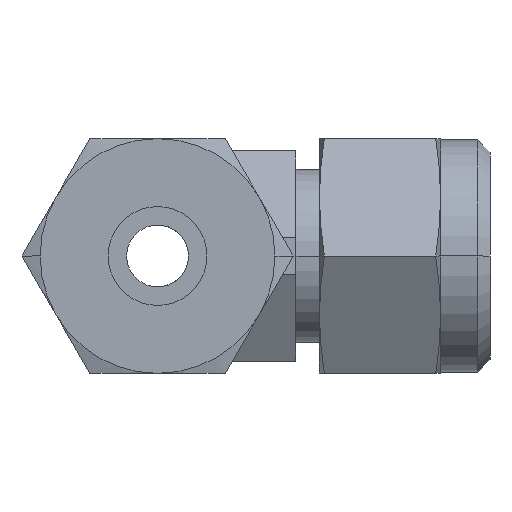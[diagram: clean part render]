
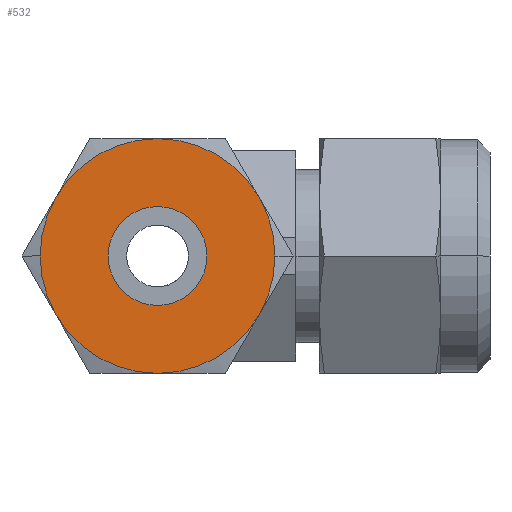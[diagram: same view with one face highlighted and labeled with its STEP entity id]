
A CAD part, left-side view. The second image highlights one B-rep face of the part: STEP entity #532.
In plain terms, the highlighted planar face has unit normal (-1, 0, 0).
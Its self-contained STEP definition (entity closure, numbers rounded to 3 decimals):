
#532 = ADVANCED_FACE( '', ( #1096, #1097 ), #1098, .T. );
#1096 = FACE_OUTER_BOUND( '', #1671, .T. );
#1097 = FACE_BOUND( '', #1672, .T. );
#1098 = PLANE( '', #1673 );
#1671 = EDGE_LOOP( '', ( #3681, #3682, #3683, #3684, #3685, #3686, #3687, #3688 ) );
#1672 = EDGE_LOOP( '', ( #3689, #3690 ) );
#1673 = AXIS2_PLACEMENT_3D( '', #3691, #3692, #3693 );
#3681 = ORIENTED_EDGE( '', *, *, #4362, .F. );
#3682 = ORIENTED_EDGE( '', *, *, #4363, .F. );
#3683 = ORIENTED_EDGE( '', *, *, #4358, .F. );
#3684 = ORIENTED_EDGE( '', *, *, #4359, .F. );
#3685 = ORIENTED_EDGE( '', *, *, #4319, .F. );
#3686 = ORIENTED_EDGE( '', *, *, #4360, .F. );
#3687 = ORIENTED_EDGE( '', *, *, #4361, .F. );
#3688 = ORIENTED_EDGE( '', *, *, #4315, .F. );
#3689 = ORIENTED_EDGE( '', *, *, #4369, .T. );
#3690 = ORIENTED_EDGE( '', *, *, #4299, .T. );
#3691 = CARTESIAN_POINT( '', ( -32., -6.75, 0. ) );
#3692 = DIRECTION( '', ( -1., 0., 0. ) );
#3693 = DIRECTION( '', ( 0., 1., 0. ) );
#4299 = EDGE_CURVE( '', #5260, #5257, #5261, .T. );
#4315 = EDGE_CURVE( '', #5285, #5288, #5289, .T. );
#4319 = EDGE_CURVE( '', #5294, #5292, #5296, .T. );
#4358 = EDGE_CURVE( '', #5312, #5331, #5357, .T. );
#4359 = EDGE_CURVE( '', #5292, #5312, #5358, .T. );
#4360 = EDGE_CURVE( '', #5344, #5294, #5359, .T. );
#4361 = EDGE_CURVE( '', #5288, #5344, #5360, .T. );
#4362 = EDGE_CURVE( '', #5324, #5285, #5361, .T. );
#4363 = EDGE_CURVE( '', #5331, #5324, #5362, .T. );
#4369 = EDGE_CURVE( '', #5257, #5260, #5368, .T. );
#5257 = VERTEX_POINT( '', #7086 );
#5260 = VERTEX_POINT( '', #7090 );
#5261 = CIRCLE( '', #7091, 4. );
#5285 = VERTEX_POINT( '', #7124 );
#5288 = VERTEX_POINT( '', #7128 );
#5289 = CIRCLE( '', #7129, 9.5 );
#5292 = VERTEX_POINT( '', #7141 );
#5294 = VERTEX_POINT( '', #7144 );
#5296 = CIRCLE( '', #7155, 9.5 );
#5312 = VERTEX_POINT( '', #7201 );
#5324 = VERTEX_POINT( '', #7251 );
#5331 = VERTEX_POINT( '', #7295 );
#5344 = VERTEX_POINT( '', #7372 );
#5357 = CIRCLE( '', #7422, 9.5 );
#5358 = CIRCLE( '', #7423, 9.5 );
#5359 = CIRCLE( '', #7424, 9.5 );
#5360 = CIRCLE( '', #7425, 9.5 );
#5361 = CIRCLE( '', #7426, 9.5 );
#5362 = CIRCLE( '', #7427, 9.5 );
#5368 = CIRCLE( '', #7433, 4. );
#7086 = CARTESIAN_POINT( '', ( -32., -4., 0. ) );
#7090 = CARTESIAN_POINT( '', ( -32., 4., 0. ) );
#7091 = AXIS2_PLACEMENT_3D( '', #8282, #8283, #8284 );
#7124 = CARTESIAN_POINT( '', ( -32., -9.5, 0. ) );
#7128 = CARTESIAN_POINT( '', ( -32., -8.227, -4.75 ) );
#7129 = AXIS2_PLACEMENT_3D( '', #8310, #8311, #8312 );
#7141 = CARTESIAN_POINT( '', ( -32., 9.5, 0. ) );
#7144 = CARTESIAN_POINT( '', ( -32., 8.227, -4.75 ) );
#7155 = AXIS2_PLACEMENT_3D( '', #8314, #8315, #8316 );
#7201 = CARTESIAN_POINT( '', ( -32., 8.227, 4.75 ) );
#7251 = CARTESIAN_POINT( '', ( -32., -8.227, 4.75 ) );
#7295 = CARTESIAN_POINT( '', ( -32., 0., 9.5 ) );
#7372 = CARTESIAN_POINT( '', ( -32., 0., -9.5 ) );
#7422 = AXIS2_PLACEMENT_3D( '', #8349, #8350, #8351 );
#7423 = AXIS2_PLACEMENT_3D( '', #8352, #8353, #8354 );
#7424 = AXIS2_PLACEMENT_3D( '', #8355, #8356, #8357 );
#7425 = AXIS2_PLACEMENT_3D( '', #8358, #8359, #8360 );
#7426 = AXIS2_PLACEMENT_3D( '', #8361, #8362, #8363 );
#7427 = AXIS2_PLACEMENT_3D( '', #8364, #8365, #8366 );
#7433 = AXIS2_PLACEMENT_3D( '', #8382, #8383, #8384 );
#8282 = CARTESIAN_POINT( '', ( -32., 0., 0. ) );
#8283 = DIRECTION( '', ( 1., 0., 0. ) );
#8284 = DIRECTION( '', ( 0., -1., 0. ) );
#8310 = CARTESIAN_POINT( '', ( -32., 0., 0. ) );
#8311 = DIRECTION( '', ( 1., 0., 0. ) );
#8312 = DIRECTION( '', ( 0., -1., 0. ) );
#8314 = CARTESIAN_POINT( '', ( -32., 0., 0. ) );
#8315 = DIRECTION( '', ( 1., 0., 0. ) );
#8316 = DIRECTION( '', ( 0., -1., 0. ) );
#8349 = CARTESIAN_POINT( '', ( -32., 0., 0. ) );
#8350 = DIRECTION( '', ( 1., 0., 0. ) );
#8351 = DIRECTION( '', ( 0., -1., 0. ) );
#8352 = CARTESIAN_POINT( '', ( -32., 0., 0. ) );
#8353 = DIRECTION( '', ( 1., 0., 0. ) );
#8354 = DIRECTION( '', ( 0., -1., 0. ) );
#8355 = CARTESIAN_POINT( '', ( -32., 0., 0. ) );
#8356 = DIRECTION( '', ( 1., 0., 0. ) );
#8357 = DIRECTION( '', ( 0., -1., 0. ) );
#8358 = CARTESIAN_POINT( '', ( -32., 0., 0. ) );
#8359 = DIRECTION( '', ( 1., 0., 0. ) );
#8360 = DIRECTION( '', ( 0., -1., 0. ) );
#8361 = CARTESIAN_POINT( '', ( -32., 0., 0. ) );
#8362 = DIRECTION( '', ( 1., 0., 0. ) );
#8363 = DIRECTION( '', ( 0., -1., 0. ) );
#8364 = CARTESIAN_POINT( '', ( -32., 0., 0. ) );
#8365 = DIRECTION( '', ( 1., 0., 0. ) );
#8366 = DIRECTION( '', ( 0., -1., 0. ) );
#8382 = CARTESIAN_POINT( '', ( -32., 0., 0. ) );
#8383 = DIRECTION( '', ( 1., 0., 0. ) );
#8384 = DIRECTION( '', ( 0., -1., 0. ) );
